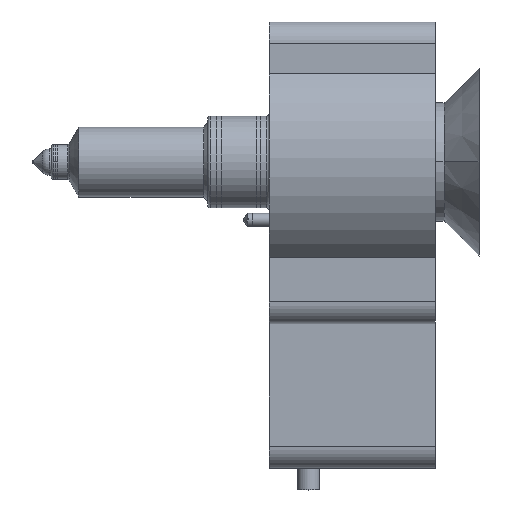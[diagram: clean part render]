
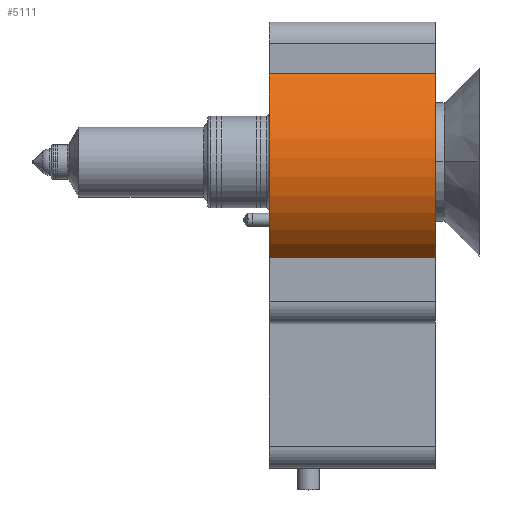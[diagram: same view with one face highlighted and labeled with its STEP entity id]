
A CAD part, top view. The second image highlights one B-rep face of the part: STEP entity #5111.
In plain terms, the highlighted cylindrical face has radius 27 mm (diameter 54 mm), a partial arc.
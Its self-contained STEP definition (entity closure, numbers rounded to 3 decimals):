
#725 = VERTEX_POINT ( 'NONE', #6290 ) ;
#738 = VERTEX_POINT ( 'NONE', #15053 ) ;
#3034 = DIRECTION ( 'NONE',  ( 0., 0., 1. ) ) ;
#4115 = DIRECTION ( 'NONE',  ( 0., 0., 1. ) ) ;
#4601 = DIRECTION ( 'NONE',  ( 1., 0., 0. ) ) ;
#4676 = DIRECTION ( 'NONE',  ( 0., 0., 1. ) ) ;
#4770 = CARTESIAN_POINT ( 'NONE',  ( 0., 0., -38. ) ) ;
#5111 = ADVANCED_FACE ( 'NONE', ( #10300 ), #6104, .T. ) ;
#5546 = DIRECTION ( 'NONE',  ( 1., 0., 0. ) ) ;
#5652 = DIRECTION ( 'NONE',  ( 0., 0., 1. ) ) ;
#5721 = CARTESIAN_POINT ( 'NONE',  ( 0., 0., 0. ) ) ;
#6104 = CYLINDRICAL_SURFACE ( 'NONE', #7194, 27. ) ;
#6290 = CARTESIAN_POINT ( 'NONE',  ( -18., -20.125, -38. ) ) ;
#6454 = CARTESIAN_POINT ( 'NONE',  ( -16., 21.749, -38. ) ) ;
#7194 = AXIS2_PLACEMENT_3D ( 'NONE', #10538, #10353, #10423 ) ;
#7466 = AXIS2_PLACEMENT_3D ( 'NONE', #5721, #5652, #5546 ) ;
#7803 = EDGE_CURVE ( 'NONE', #725, #10584, #12463, .T. ) ;
#8521 = EDGE_CURVE ( 'NONE', #14000, #738, #8698, .T. ) ;
#8681 = VECTOR ( 'NONE', #4115, 1000. ) ;
#8698 = LINE ( 'NONE', #16688, #8681 ) ;
#9787 = EDGE_LOOP ( 'NONE', ( #17735, #10591, #17606, #15927 ) ) ;
#10075 = VECTOR ( 'NONE', #3034, 1000. ) ;
#10300 = FACE_OUTER_BOUND ( 'NONE', #9787, .T. ) ;
#10353 = DIRECTION ( 'NONE',  ( 0., 0., 1. ) ) ;
#10423 = DIRECTION ( 'NONE',  ( 1., 0., 0. ) ) ;
#10538 = CARTESIAN_POINT ( 'NONE',  ( 0., 0., -38. ) ) ;
#10584 = VERTEX_POINT ( 'NONE', #16076 ) ;
#10591 = ORIENTED_EDGE ( 'NONE', *, *, #8521, .F. ) ;
#11778 = CIRCLE ( 'NONE', #7466, 27. ) ;
#12054 = CIRCLE ( 'NONE', #15788, 27. ) ;
#12463 = LINE ( 'NONE', #17503, #10075 ) ;
#14000 = VERTEX_POINT ( 'NONE', #6454 ) ;
#15053 = CARTESIAN_POINT ( 'NONE',  ( -16., 21.749, 0. ) ) ;
#15788 = AXIS2_PLACEMENT_3D ( 'NONE', #4770, #4676, #4601 ) ;
#15927 = ORIENTED_EDGE ( 'NONE', *, *, #7803, .T. ) ;
#16076 = CARTESIAN_POINT ( 'NONE',  ( -18., -20.125, 0. ) ) ;
#16688 = CARTESIAN_POINT ( 'NONE',  ( -16., 21.749, -38. ) ) ;
#17503 = CARTESIAN_POINT ( 'NONE',  ( -18., -20.125, -38. ) ) ;
#17606 = ORIENTED_EDGE ( 'NONE', *, *, #18742, .T. ) ;
#17735 = ORIENTED_EDGE ( 'NONE', *, *, #18703, .F. ) ;
#18703 = EDGE_CURVE ( 'NONE', #738, #10584, #11778, .T. ) ;
#18742 = EDGE_CURVE ( 'NONE', #14000, #725, #12054, .T. ) ;
